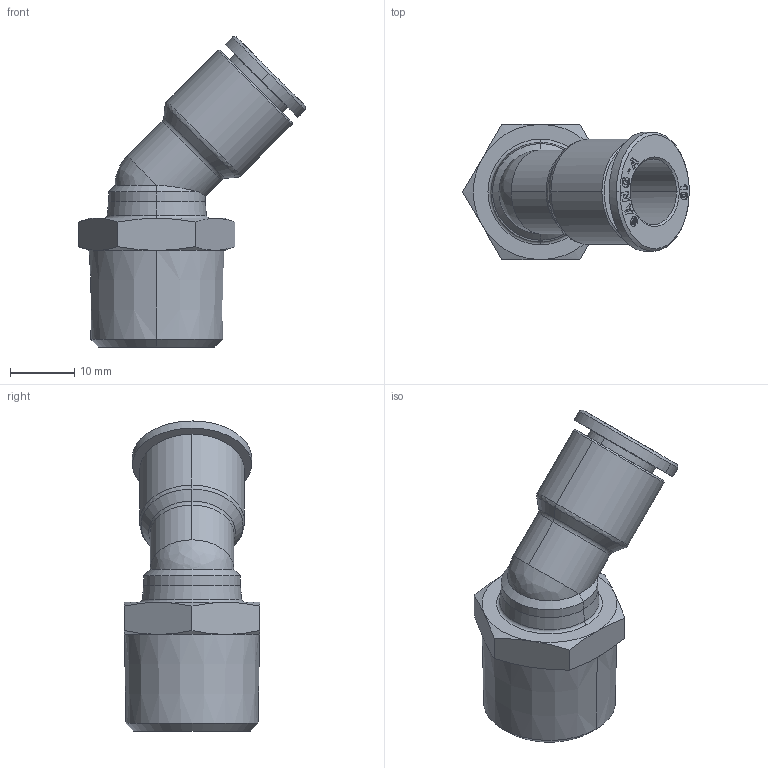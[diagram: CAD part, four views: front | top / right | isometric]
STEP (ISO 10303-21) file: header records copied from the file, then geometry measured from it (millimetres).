
FILE_DESCRIPTION (( 'STEP AP214' ), '1' );
FILE_NAME ('PL10-04 45.stp', '2015-09-08T06:59:11', ( '' ), ( '' ), 'SwSTEP 2.0', 'SolidWorks 2015', '' );
FILE_SCHEMA (( 'AUTOMOTIVE_DESIGN' ));
Length unit declared in the file: millimetre
Products named in the file (2): ｦ+ﾃｦ1; PL10-04 45
Assembly tree (1 placements, depth 2):
  PL10-04 45
    ｦ+ﾃｦ1
Bounding box: 35.18 x 21 x 48.15 mm (x, y, z)
Volume: 8471.9 mm3; surface area: 4921.1 mm2
Topology: 1 solids, 1 shells, 451 faces, 1262 edges, 826 vertices
Faces by surface type: plane 388, cone 33, cylinder 14, bspline 12, torus 4
Entity records: 15625 total; most frequent: CARTESIAN_POINT 3466, ORIENTED_EDGE 2518, DIRECTION 2164, EDGE_CURVE 1259, VECTOR 1140, LINE 1140, VERTEX_POINT 826, AXIS2_PLACEMENT_3D 512
